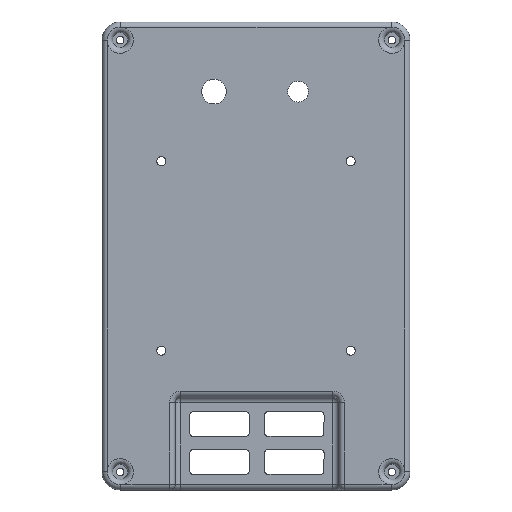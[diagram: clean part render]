
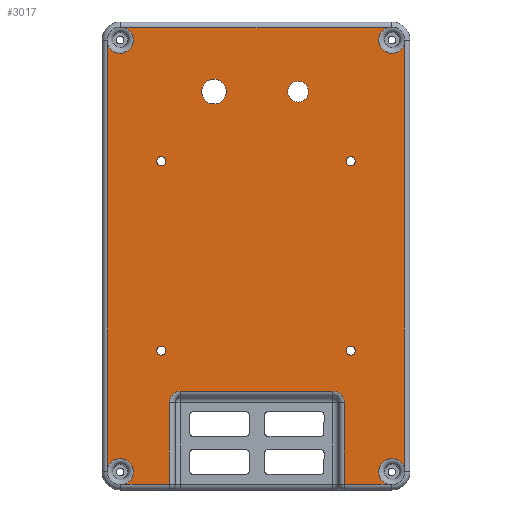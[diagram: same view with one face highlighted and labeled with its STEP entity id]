
A CAD part, top view. The second image highlights one B-rep face of the part: STEP entity #3017.
In plain terms, the highlighted planar face has unit normal (0, 0, 1).
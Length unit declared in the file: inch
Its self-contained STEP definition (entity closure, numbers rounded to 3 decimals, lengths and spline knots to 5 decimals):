
#148=FACE_BOUND('',#689,.T.);
#149=FACE_BOUND('',#690,.T.);
#150=FACE_BOUND('',#691,.T.);
#151=FACE_BOUND('',#692,.T.);
#152=FACE_BOUND('',#693,.T.);
#153=FACE_BOUND('',#694,.T.);
#160=CIRCLE('',#3073,0.21654);
#162=CIRCLE('',#3076,0.25591);
#208=CIRCLE('',#3147,0.0945);
#209=CIRCLE('',#3149,0.0945);
#210=CIRCLE('',#3151,0.0945);
#212=CIRCLE('',#3154,0.0945);
#241=CIRCLE('',#3221,0.27559);
#252=CIRCLE('',#3242,0.27559);
#256=CIRCLE('',#3246,0.27559);
#263=CIRCLE('',#3262,0.27559);
#272=CIRCLE('',#3279,0.27559);
#276=CIRCLE('',#3283,0.27559);
#311=CIRCLE('',#3341,0.23622);
#321=CIRCLE('',#3353,0.23622);
#488=FACE_OUTER_BOUND('',#688,.T.);
#688=EDGE_LOOP('',(#2627,#2628,#2629,#2630,#2631,#2632,#2633,#2634,#2635,
#2636,#2637,#2638,#2639,#2640,#2641,#2642));
#689=EDGE_LOOP('',(#2643));
#690=EDGE_LOOP('',(#2644));
#691=EDGE_LOOP('',(#2645));
#692=EDGE_LOOP('',(#2646));
#693=EDGE_LOOP('',(#2647));
#694=EDGE_LOOP('',(#2648));
#868=LINE('',#4871,#1113);
#869=LINE('',#4878,#1114);
#875=LINE('',#4934,#1120);
#880=LINE('',#4971,#1125);
#887=LINE('',#5013,#1132);
#915=LINE('',#5162,#1160);
#917=LINE('',#5169,#1162);
#921=LINE('',#5175,#1166);
#1113=VECTOR('',#3892,0.3937);
#1114=VECTOR('',#3901,0.3937);
#1120=VECTOR('',#3945,0.3937);
#1125=VECTOR('',#3988,0.3937);
#1132=VECTOR('',#4031,0.3937);
#1160=VECTOR('',#4203,0.3937);
#1162=VECTOR('',#4213,0.3937);
#1166=VECTOR('',#4221,0.3937);
#1227=VERTEX_POINT('',#4414);
#1229=VERTEX_POINT('',#4420);
#1283=VERTEX_POINT('',#4570);
#1284=VERTEX_POINT('',#4574);
#1285=VERTEX_POINT('',#4578);
#1287=VERTEX_POINT('',#4584);
#1377=VERTEX_POINT('',#4837);
#1378=VERTEX_POINT('',#4844);
#1384=VERTEX_POINT('',#4864);
#1386=VERTEX_POINT('',#4877);
#1392=VERTEX_POINT('',#4904);
#1393=VERTEX_POINT('',#4911);
#1399=VERTEX_POINT('',#4927);
#1402=VERTEX_POINT('',#4952);
#1406=VERTEX_POINT('',#4970);
#1411=VERTEX_POINT('',#4990);
#1412=VERTEX_POINT('',#4997);
#1417=VERTEX_POINT('',#5011);
#1454=VERTEX_POINT('',#5128);
#1455=VERTEX_POINT('',#5129);
#1464=VERTEX_POINT('',#5149);
#1465=VERTEX_POINT('',#5151);
#1509=EDGE_CURVE('',#1227,#1227,#160,.T.);
#1512=EDGE_CURVE('',#1229,#1229,#162,.T.);
#1583=EDGE_CURVE('',#1283,#1283,#208,.T.);
#1585=EDGE_CURVE('',#1284,#1284,#209,.T.);
#1587=EDGE_CURVE('',#1285,#1285,#210,.T.);
#1590=EDGE_CURVE('',#1287,#1287,#212,.T.);
#1716=EDGE_CURVE('',#1377,#1378,#241,.T.);
#1725=EDGE_CURVE('',#1384,#1377,#868,.T.);
#1728=EDGE_CURVE('',#1378,#1386,#869,.T.);
#1738=EDGE_CURVE('',#1392,#1393,#252,.T.);
#1742=EDGE_CURVE('',#1393,#1384,#256,.T.);
#1748=EDGE_CURVE('',#1399,#1392,#875,.T.);
#1756=EDGE_CURVE('',#1386,#1402,#263,.T.);
#1763=EDGE_CURVE('',#1402,#1406,#880,.T.);
#1773=EDGE_CURVE('',#1411,#1412,#272,.T.);
#1777=EDGE_CURVE('',#1412,#1399,#276,.T.);
#1782=EDGE_CURVE('',#1417,#1411,#887,.T.);
#1839=EDGE_CURVE('',#1454,#1455,#311,.T.);
#1849=EDGE_CURVE('',#1464,#1465,#321,.T.);
#1855=EDGE_CURVE('',#1455,#1417,#915,.T.);
#1859=EDGE_CURVE('',#1406,#1464,#917,.T.);
#1863=EDGE_CURVE('',#1465,#1454,#921,.T.);
#2627=ORIENTED_EDGE('',*,*,#1716,.F.);
#2628=ORIENTED_EDGE('',*,*,#1725,.F.);
#2629=ORIENTED_EDGE('',*,*,#1742,.F.);
#2630=ORIENTED_EDGE('',*,*,#1738,.F.);
#2631=ORIENTED_EDGE('',*,*,#1748,.F.);
#2632=ORIENTED_EDGE('',*,*,#1777,.F.);
#2633=ORIENTED_EDGE('',*,*,#1773,.F.);
#2634=ORIENTED_EDGE('',*,*,#1782,.F.);
#2635=ORIENTED_EDGE('',*,*,#1855,.F.);
#2636=ORIENTED_EDGE('',*,*,#1839,.F.);
#2637=ORIENTED_EDGE('',*,*,#1863,.F.);
#2638=ORIENTED_EDGE('',*,*,#1849,.F.);
#2639=ORIENTED_EDGE('',*,*,#1859,.F.);
#2640=ORIENTED_EDGE('',*,*,#1763,.F.);
#2641=ORIENTED_EDGE('',*,*,#1756,.F.);
#2642=ORIENTED_EDGE('',*,*,#1728,.F.);
#2643=ORIENTED_EDGE('',*,*,#1509,.T.);
#2644=ORIENTED_EDGE('',*,*,#1512,.T.);
#2645=ORIENTED_EDGE('',*,*,#1583,.T.);
#2646=ORIENTED_EDGE('',*,*,#1585,.T.);
#2647=ORIENTED_EDGE('',*,*,#1587,.T.);
#2648=ORIENTED_EDGE('',*,*,#1590,.T.);
#2856=PLANE('',#3382);
#3017=ADVANCED_FACE('',(#488,#148,#149,#150,#151,#152,#153),#2856,.T.);
#3073=AXIS2_PLACEMENT_3D('',#4415,#3456,#3457);
#3076=AXIS2_PLACEMENT_3D('',#4421,#3463,#3464);
#3147=AXIS2_PLACEMENT_3D('',#4571,#3630,#3631);
#3149=AXIS2_PLACEMENT_3D('',#4575,#3635,#3636);
#3151=AXIS2_PLACEMENT_3D('',#4579,#3640,#3641);
#3154=AXIS2_PLACEMENT_3D('',#4585,#3647,#3648);
#3221=AXIS2_PLACEMENT_3D('',#4845,#3877,#3878);
#3242=AXIS2_PLACEMENT_3D('',#4912,#3926,#3927);
#3246=AXIS2_PLACEMENT_3D('',#4918,#3934,#3935);
#3262=AXIS2_PLACEMENT_3D('',#4953,#3972,#3973);
#3279=AXIS2_PLACEMENT_3D('',#4998,#4012,#4013);
#3283=AXIS2_PLACEMENT_3D('',#5004,#4020,#4021);
#3341=AXIS2_PLACEMENT_3D('',#5130,#4163,#4164);
#3353=AXIS2_PLACEMENT_3D('',#5152,#4187,#4188);
#3382=AXIS2_PLACEMENT_3D('',#5222,#4277,#4278);
#3456=DIRECTION('center_axis',(0.,0.,-1.));
#3457=DIRECTION('ref_axis',(1.,0.,0.));
#3463=DIRECTION('center_axis',(0.,0.,-1.));
#3464=DIRECTION('ref_axis',(1.,0.,0.));
#3630=DIRECTION('center_axis',(0.,0.,-1.));
#3631=DIRECTION('ref_axis',(1.,0.,0.));
#3635=DIRECTION('center_axis',(0.,0.,-1.));
#3636=DIRECTION('ref_axis',(1.,0.,0.));
#3640=DIRECTION('center_axis',(0.,0.,-1.));
#3641=DIRECTION('ref_axis',(1.,0.,0.));
#3647=DIRECTION('center_axis',(0.,0.,-1.));
#3648=DIRECTION('ref_axis',(1.,0.,0.));
#3877=DIRECTION('center_axis',(0.,0.,1.));
#3878=DIRECTION('ref_axis',(1.,0.,0.));
#3892=DIRECTION('',(1.,0.,0.));
#3901=DIRECTION('',(0.,-1.,0.));
#3926=DIRECTION('center_axis',(0.,0.,1.));
#3927=DIRECTION('ref_axis',(-1.,0.,0.));
#3934=DIRECTION('center_axis',(0.,0.,1.));
#3935=DIRECTION('ref_axis',(-1.,0.,0.));
#3945=DIRECTION('',(0.,1.,0.));
#3972=DIRECTION('center_axis',(0.,0.,1.));
#3973=DIRECTION('ref_axis',(1.,0.,0.));
#3988=DIRECTION('',(-1.,0.,0.));
#4012=DIRECTION('center_axis',(0.,0.,1.));
#4013=DIRECTION('ref_axis',(-1.,0.,0.));
#4020=DIRECTION('center_axis',(0.,0.,1.));
#4021=DIRECTION('ref_axis',(-1.,0.,0.));
#4031=DIRECTION('',(-1.,0.,0.));
#4163=DIRECTION('center_axis',(0.,0.,1.));
#4164=DIRECTION('ref_axis',(-0.707,0.707,0.));
#4187=DIRECTION('center_axis',(0.,0.,1.));
#4188=DIRECTION('ref_axis',(0.707,0.707,0.));
#4203=DIRECTION('',(0.,-1.,0.));
#4213=DIRECTION('',(0.,1.,0.));
#4221=DIRECTION('',(-1.,0.,0.));
#4277=DIRECTION('center_axis',(0.,0.,1.));
#4278=DIRECTION('ref_axis',(1.,0.,0.));
#4414=CARTESIAN_POINT('',(0.65846,3.41535,0.875));
#4415=CARTESIAN_POINT('Origin',(0.875,3.41535,0.875));
#4420=CARTESIAN_POINT('',(-1.13091,3.41535,0.875));
#4421=CARTESIAN_POINT('Origin',(-0.875,3.41535,0.875));
#4570=CARTESIAN_POINT('',(1.874,1.9685,0.875));
#4571=CARTESIAN_POINT('Origin',(1.9685,1.9685,0.875));
#4574=CARTESIAN_POINT('',(1.874,-1.9685,0.875));
#4575=CARTESIAN_POINT('Origin',(1.9685,-1.9685,0.875));
#4578=CARTESIAN_POINT('',(-2.063,1.9685,0.875));
#4579=CARTESIAN_POINT('Origin',(-1.9685,1.9685,0.875));
#4584=CARTESIAN_POINT('',(-2.063,-1.9685,0.875));
#4585=CARTESIAN_POINT('Origin',(-1.9685,-1.9685,0.875));
#4837=CARTESIAN_POINT('',(2.72403,4.74409,0.875));
#4844=CARTESIAN_POINT('',(3.08071,4.38742,0.875));
#4845=CARTESIAN_POINT('Origin',(2.82382,4.4872,0.875));
#4864=CARTESIAN_POINT('',(-2.72403,4.74409,0.875));
#4871=CARTESIAN_POINT('',(1.41191,4.74409,0.875));
#4877=CARTESIAN_POINT('',(3.08071,-4.38742,0.875));
#4878=CARTESIAN_POINT('',(3.08071,-2.2436,0.875));
#4904=CARTESIAN_POINT('',(-3.08071,4.38742,0.875));
#4911=CARTESIAN_POINT('',(-2.54823,4.4872,0.875));
#4912=CARTESIAN_POINT('Origin',(-2.82382,4.4872,0.875));
#4918=CARTESIAN_POINT('Origin',(-2.82382,4.4872,0.875));
#4927=CARTESIAN_POINT('',(-3.08071,-4.38742,0.875));
#4934=CARTESIAN_POINT('',(-3.08071,2.2436,0.875));
#4952=CARTESIAN_POINT('',(2.72403,-4.74409,0.875));
#4953=CARTESIAN_POINT('Origin',(2.82382,-4.4872,0.875));
#4970=CARTESIAN_POINT('',(1.83581,-4.74409,0.875));
#4971=CARTESIAN_POINT('',(-1.41191,-4.74409,0.875));
#4990=CARTESIAN_POINT('',(-2.72403,-4.74409,0.875));
#4997=CARTESIAN_POINT('',(-2.54823,-4.4872,0.875));
#4998=CARTESIAN_POINT('Origin',(-2.82382,-4.4872,0.875));
#5004=CARTESIAN_POINT('Origin',(-2.82382,-4.4872,0.875));
#5011=CARTESIAN_POINT('',(-1.79844,-4.74409,0.875));
#5013=CARTESIAN_POINT('',(-1.41191,-4.74409,0.875));
#5128=CARTESIAN_POINT('',(-1.56222,-2.81201,0.875));
#5129=CARTESIAN_POINT('',(-1.79844,-3.04823,0.875));
#5130=CARTESIAN_POINT('Origin',(-1.56222,-3.04823,0.875));
#5149=CARTESIAN_POINT('',(1.83581,-3.04823,0.875));
#5151=CARTESIAN_POINT('',(1.59959,-2.81201,0.875));
#5152=CARTESIAN_POINT('Origin',(1.59959,-3.04823,0.875));
#5162=CARTESIAN_POINT('',(-1.79844,-2.4311,0.875));
#5169=CARTESIAN_POINT('',(1.83581,-1.46506,0.875));
#5175=CARTESIAN_POINT('',(-0.84017,-2.81201,0.875));
#5222=CARTESIAN_POINT('Origin',(0.,0.,0.875));
